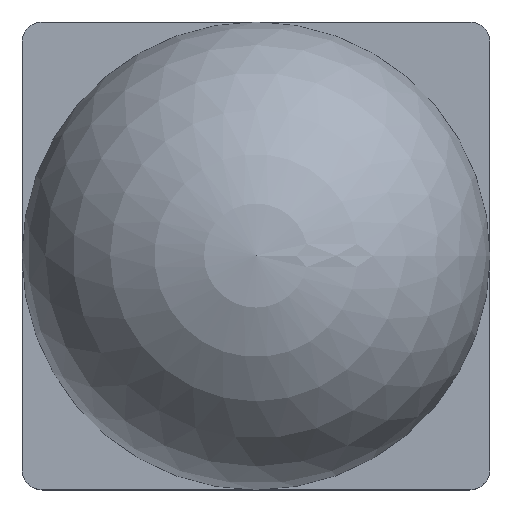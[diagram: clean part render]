
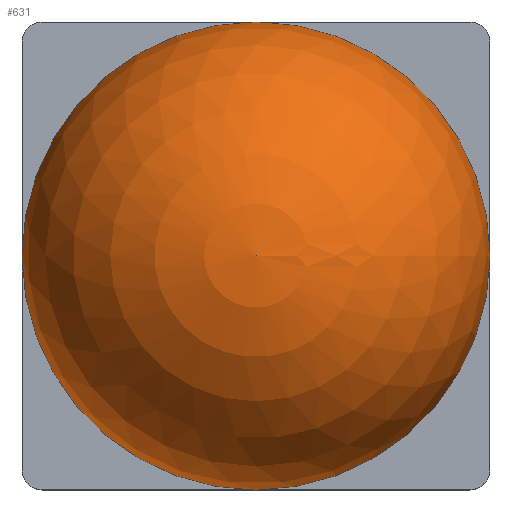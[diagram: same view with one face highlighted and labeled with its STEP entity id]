
A CAD part, top view. The second image highlights one B-rep face of the part: STEP entity #631.
In plain terms, the highlighted spherical face has radius 11.6 mm.
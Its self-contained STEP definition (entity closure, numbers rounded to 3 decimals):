
#40 = VERTEX_POINT('',#41);
#41 = CARTESIAN_POINT('',(0.,11.6,3.28));
#267 = VERTEX_POINT('',#268);
#268 = CARTESIAN_POINT('',(-11.6,0.,3.28));
#274 = EDGE_CURVE('',#40,#267,#275,.T.);
#275 = CIRCLE('',#276,11.6);
#276 = AXIS2_PLACEMENT_3D('',#277,#278,#279);
#277 = CARTESIAN_POINT('',(0.,0.,3.28));
#278 = DIRECTION('',(0.,0.,1.));
#279 = DIRECTION('',(1.,0.,0.));
#290 = EDGE_CURVE('',#291,#40,#293,.T.);
#291 = VERTEX_POINT('',#292);
#292 = CARTESIAN_POINT('',(11.6,0.,3.28));
#293 = CIRCLE('',#294,11.6);
#294 = AXIS2_PLACEMENT_3D('',#295,#296,#297);
#295 = CARTESIAN_POINT('',(0.,0.,3.28));
#296 = DIRECTION('',(0.,0.,1.));
#297 = DIRECTION('',(1.,0.,0.));
#417 = VERTEX_POINT('',#418);
#418 = CARTESIAN_POINT('',(0.,-11.6,3.28));
#631 = ADVANCED_FACE('',(#632),#660,.T.);
#632 = FACE_BOUND('',#633,.T.);
#633 = EDGE_LOOP('',(#634,#641,#650,#651,#652,#653));
#634 = ORIENTED_EDGE('',*,*,#635,.T.);
#635 = EDGE_CURVE('',#417,#291,#636,.T.);
#636 = CIRCLE('',#637,11.6);
#637 = AXIS2_PLACEMENT_3D('',#638,#639,#640);
#638 = CARTESIAN_POINT('',(0.,0.,3.28));
#639 = DIRECTION('',(0.,0.,1.));
#640 = DIRECTION('',(1.,0.,0.));
#641 = ORIENTED_EDGE('',*,*,#642,.T.);
#642 = EDGE_CURVE('',#291,#643,#645,.T.);
#643 = VERTEX_POINT('',#644);
#644 = CARTESIAN_POINT('',(0.,0.,14.88)
  );
#645 = CIRCLE('',#646,11.6);
#646 = AXIS2_PLACEMENT_3D('',#647,#648,#649);
#647 = CARTESIAN_POINT('',(0.,0.,3.28));
#648 = DIRECTION('',(0.,-1.,0.));
#649 = DIRECTION('',(1.,0.,0.));
#650 = ORIENTED_EDGE('',*,*,#642,.F.);
#651 = ORIENTED_EDGE('',*,*,#290,.T.);
#652 = ORIENTED_EDGE('',*,*,#274,.T.);
#653 = ORIENTED_EDGE('',*,*,#654,.T.);
#654 = EDGE_CURVE('',#267,#417,#655,.T.);
#655 = CIRCLE('',#656,11.6);
#656 = AXIS2_PLACEMENT_3D('',#657,#658,#659);
#657 = CARTESIAN_POINT('',(0.,0.,3.28));
#658 = DIRECTION('',(0.,0.,1.));
#659 = DIRECTION('',(1.,0.,0.));
#660 = SPHERICAL_SURFACE('',#661,11.6);
#661 = AXIS2_PLACEMENT_3D('',#662,#663,#664);
#662 = CARTESIAN_POINT('',(0.,0.,3.28));
#663 = DIRECTION('',(0.,0.,1.));
#664 = DIRECTION('',(1.,0.,0.));
